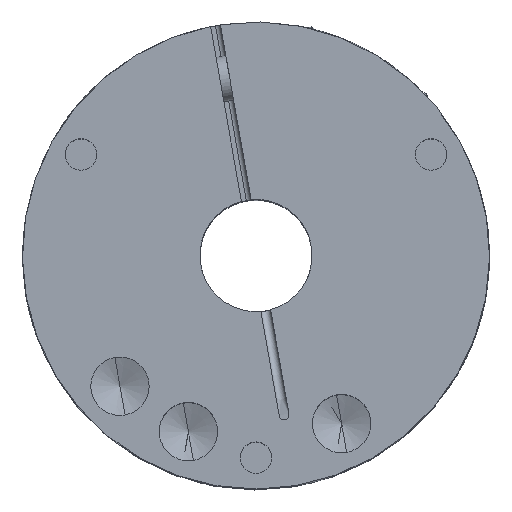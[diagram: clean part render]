
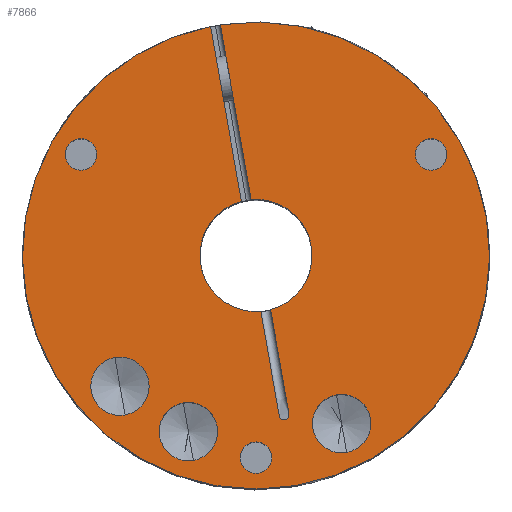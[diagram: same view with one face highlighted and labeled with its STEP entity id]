
A CAD part, top view. The second image highlights one B-rep face of the part: STEP entity #7866.
In plain terms, the highlighted planar face has unit normal (0, 0, 1).
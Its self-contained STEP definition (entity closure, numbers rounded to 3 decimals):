
#58=CARTESIAN_POINT('',(0.,0.,59.2));
#59=DIRECTION('',(0.,0.,-1.));
#60=DIRECTION('',(-0.086,0.996,0.));
#61=AXIS2_PLACEMENT_3D('',#58,#59,#60);
#63=DIRECTION('',(0.174,-0.985,0.));
#64=VECTOR('',#63,39.537);
#65=CARTESIAN_POINT('',(-7.944,51.39,59.2));
#66=LINE('',#65,#64);
#67=CARTESIAN_POINT('',(0.,0.,59.2));
#68=DIRECTION('',(0.,0.,-1.));
#69=DIRECTION('',(-0.153,0.988,0.));
#70=AXIS2_PLACEMENT_3D('',#67,#68,#69);
#72=CARTESIAN_POINT('',(0.,0.,59.2));
#73=DIRECTION('',(0.,0.,-1.));
#74=DIRECTION('',(0.174,-0.985,0.));
#75=AXIS2_PLACEMENT_3D('',#72,#73,#74);
#77=DIRECTION('',(0.174,-0.985,0.));
#78=VECTOR('',#77,39.537);
#79=CARTESIAN_POINT('',(-10.111,51.008,59.2));
#80=LINE('',#79,#78);
#81=CARTESIAN_POINT('',(0.,0.,59.2));
#82=DIRECTION('',(0.,0.,-1.));
#83=DIRECTION('',(0.086,-0.996,0.));
#84=AXIS2_PLACEMENT_3D('',#81,#82,#83);
#86=DIRECTION('',(0.174,-0.985,0.));
#87=VECTOR('',#86,23.503);
#88=CARTESIAN_POINT('',(1.079,-12.453,59.2));
#89=LINE('',#88,#87);
#90=CARTESIAN_POINT('',(5.16,-35.599,59.2));
#91=CARTESIAN_POINT('',(5.169,-35.648,59.2));
#92=CARTESIAN_POINT('',(5.191,-35.743,59.2));
#93=CARTESIAN_POINT('',(5.241,-35.882,59.2));
#94=CARTESIAN_POINT('',(5.304,-36.012,59.2));
#95=CARTESIAN_POINT('',(5.381,-36.132,59.2));
#96=CARTESIAN_POINT('',(5.47,-36.241,59.2));
#97=CARTESIAN_POINT('',(5.568,-36.337,59.2));
#98=CARTESIAN_POINT('',(5.674,-36.419,59.2));
#99=CARTESIAN_POINT('',(5.787,-36.487,59.2));
#100=CARTESIAN_POINT('',(5.904,-36.54,59.2));
#101=CARTESIAN_POINT('',(6.025,-36.578,59.2));
#102=CARTESIAN_POINT('',(6.148,-36.601,59.2));
#103=CARTESIAN_POINT('',(6.27,-36.609,59.2));
#104=CARTESIAN_POINT('',(6.392,-36.603,59.2));
#105=CARTESIAN_POINT('',(6.512,-36.582,59.2));
#106=CARTESIAN_POINT('',(6.629,-36.546,59.2));
#107=CARTESIAN_POINT('',(6.741,-36.497,59.2));
#108=CARTESIAN_POINT('',(6.849,-36.433,59.2));
#109=CARTESIAN_POINT('',(6.949,-36.356,59.2));
#110=CARTESIAN_POINT('',(7.041,-36.266,59.2));
#111=CARTESIAN_POINT('',(7.124,-36.163,59.2));
#112=CARTESIAN_POINT('',(7.196,-36.05,59.2));
#113=CARTESIAN_POINT('',(7.255,-35.926,59.2));
#114=CARTESIAN_POINT('',(7.301,-35.793,59.2));
#115=CARTESIAN_POINT('',(7.332,-35.654,59.2));
#116=CARTESIAN_POINT('',(7.348,-35.51,59.2));
#117=CARTESIAN_POINT('',(7.347,-35.363,59.2));
#118=CARTESIAN_POINT('',(7.335,-35.266,59.2));
#119=CARTESIAN_POINT('',(7.327,-35.217,59.2));
#121=DIRECTION('',(0.174,-0.985,0.));
#122=VECTOR('',#121,23.503);
#123=CARTESIAN_POINT('',(3.245,-12.071,59.2));
#124=LINE('',#123,#122);
#125=CARTESIAN_POINT('',(38.971,22.5,59.2));
#126=DIRECTION('',(0.,0.,1.));
#127=DIRECTION('',(0.174,-0.985,0.));
#128=AXIS2_PLACEMENT_3D('',#125,#126,#127);
#130=CARTESIAN_POINT('',(38.971,22.5,59.2));
#131=DIRECTION('',(0.,0.,1.));
#132=DIRECTION('',(-0.174,0.985,0.));
#133=AXIS2_PLACEMENT_3D('',#130,#131,#132);
#135=CARTESIAN_POINT('',(0.,-45.,59.2));
#136=DIRECTION('',(0.,0.,1.));
#137=DIRECTION('',(-0.94,0.342,0.));
#138=AXIS2_PLACEMENT_3D('',#135,#136,#137);
#140=CARTESIAN_POINT('',(0.,-45.,59.2));
#141=DIRECTION('',(0.,0.,1.));
#142=DIRECTION('',(0.94,-0.342,0.));
#143=AXIS2_PLACEMENT_3D('',#140,#141,#142);
#145=CARTESIAN_POINT('',(-38.971,22.5,59.2));
#146=DIRECTION('',(0.,0.,1.));
#147=DIRECTION('',(0.766,0.643,0.));
#148=AXIS2_PLACEMENT_3D('',#145,#146,#147);
#150=CARTESIAN_POINT('',(-38.971,22.5,59.2));
#151=DIRECTION('',(0.,0.,1.));
#152=DIRECTION('',(-0.766,-0.643,0.));
#153=AXIS2_PLACEMENT_3D('',#150,#151,#152);
#155=CARTESIAN_POINT('',(19.068,-37.422,59.2));
#156=DIRECTION('',(0.,0.,1.));
#157=DIRECTION('',(-0.174,0.985,0.));
#158=AXIS2_PLACEMENT_3D('',#155,#156,#157);
#160=CARTESIAN_POINT('',(19.068,-37.422,59.2));
#161=DIRECTION('',(0.,0.,1.));
#162=DIRECTION('',(0.174,-0.985,0.));
#163=AXIS2_PLACEMENT_3D('',#160,#161,#162);
#165=CARTESIAN_POINT('',(-30.289,-29.096,59.2));
#166=DIRECTION('',(0.,0.,1.));
#167=DIRECTION('',(-0.174,0.985,0.));
#168=AXIS2_PLACEMENT_3D('',#165,#166,#167);
#170=CARTESIAN_POINT('',(-30.289,-29.096,59.2));
#171=DIRECTION('',(0.,0.,1.));
#172=DIRECTION('',(0.174,-0.985,0.));
#173=AXIS2_PLACEMENT_3D('',#170,#171,#172);
#175=CARTESIAN_POINT('',(-15.058,-39.208,59.2));
#176=DIRECTION('',(0.,0.,1.));
#177=DIRECTION('',(-0.174,0.985,0.));
#178=AXIS2_PLACEMENT_3D('',#175,#176,#177);
#180=CARTESIAN_POINT('',(-15.058,-39.208,59.2));
#181=DIRECTION('',(0.,0.,1.));
#182=DIRECTION('',(0.174,-0.985,0.));
#183=AXIS2_PLACEMENT_3D('',#180,#181,#182);
#6663=CARTESIAN_POINT('',(-10.111,51.008,59.2));
#6665=VERTEX_POINT('',#6663);
#6667=CARTESIAN_POINT('',(-7.944,51.39,59.2));
#6668=CARTESIAN_POINT('',(9.03,-51.21,59.2));
#6669=VERTEX_POINT('',#6667);
#6670=VERTEX_POINT('',#6668);
#6687=CARTESIAN_POINT('',(39.579,19.053,59.2));
#6688=CARTESIAN_POINT('',(38.363,25.947,59.2));
#6689=VERTEX_POINT('',#6687);
#6690=VERTEX_POINT('',#6688);
#6695=CARTESIAN_POINT('',(-3.289,-43.803,59.2));
#6696=CARTESIAN_POINT('',(3.289,-46.197,59.2));
#6697=VERTEX_POINT('',#6695);
#6698=VERTEX_POINT('',#6696);
#6703=CARTESIAN_POINT('',(-36.29,24.75,59.2));
#6704=CARTESIAN_POINT('',(-41.652,20.25,59.2));
#6705=VERTEX_POINT('',#6703);
#6706=VERTEX_POINT('',#6704);
#6717=CARTESIAN_POINT('',(-16.187,-32.806,59.2));
#6718=CARTESIAN_POINT('',(-13.93,-45.609,59.2));
#6719=VERTEX_POINT('',#6717);
#6720=VERTEX_POINT('',#6718);
#6749=CARTESIAN_POINT('',(17.939,-31.021,59.2));
#6750=CARTESIAN_POINT('',(20.196,-43.824,59.2));
#6751=VERTEX_POINT('',#6749);
#6752=VERTEX_POINT('',#6750);
#6759=CARTESIAN_POINT('',(-31.417,-22.695,59.2));
#6760=CARTESIAN_POINT('',(-29.16,-35.498,59.2));
#6761=VERTEX_POINT('',#6759);
#6762=VERTEX_POINT('',#6760);
#6768=VERTEX_POINT('',#90);
#6769=VERTEX_POINT('',#119);
#6798=CARTESIAN_POINT('',(-1.079,12.453,59.2));
#6799=CARTESIAN_POINT('',(3.245,-12.071,59.2));
#6800=VERTEX_POINT('',#6798);
#6801=VERTEX_POINT('',#6799);
#6802=CARTESIAN_POINT('',(1.079,-12.453,59.2));
#6803=CARTESIAN_POINT('',(-3.245,12.071,59.2));
#6804=VERTEX_POINT('',#6802);
#6805=VERTEX_POINT('',#6803);
#7805=CARTESIAN_POINT('',(0.,0.,59.2));
#7806=DIRECTION('',(0.,0.,-1.));
#7807=DIRECTION('',(-0.174,0.985,0.));
#7808=AXIS2_PLACEMENT_3D('',#7805,#7806,#7807);
#7809=PLANE('',#7808);
#7811=ORIENTED_EDGE('',*,*,#7810,.F.);
#7813=ORIENTED_EDGE('',*,*,#7812,.F.);
#7815=ORIENTED_EDGE('',*,*,#7814,.T.);
#7817=ORIENTED_EDGE('',*,*,#7816,.T.);
#7819=ORIENTED_EDGE('',*,*,#7818,.T.);
#7821=ORIENTED_EDGE('',*,*,#7820,.F.);
#7823=ORIENTED_EDGE('',*,*,#7822,.T.);
#7825=ORIENTED_EDGE('',*,*,#7824,.T.);
#7827=ORIENTED_EDGE('',*,*,#7826,.F.);
#7828=EDGE_LOOP('',(#7811,#7813,#7815,#7817,#7819,#7821,#7823,#7825,#7827));
#7829=FACE_OUTER_BOUND('',#7828,.F.);
#7831=ORIENTED_EDGE('',*,*,#7830,.T.);
#7833=ORIENTED_EDGE('',*,*,#7832,.T.);
#7834=EDGE_LOOP('',(#7831,#7833));
#7835=FACE_BOUND('',#7834,.F.);
#7837=ORIENTED_EDGE('',*,*,#7836,.T.);
#7839=ORIENTED_EDGE('',*,*,#7838,.T.);
#7840=EDGE_LOOP('',(#7837,#7839));
#7841=FACE_BOUND('',#7840,.F.);
#7843=ORIENTED_EDGE('',*,*,#7842,.T.);
#7845=ORIENTED_EDGE('',*,*,#7844,.T.);
#7846=EDGE_LOOP('',(#7843,#7845));
#7847=FACE_BOUND('',#7846,.F.);
#7849=ORIENTED_EDGE('',*,*,#7848,.T.);
#7851=ORIENTED_EDGE('',*,*,#7850,.T.);
#7852=EDGE_LOOP('',(#7849,#7851));
#7853=FACE_BOUND('',#7852,.F.);
#7855=ORIENTED_EDGE('',*,*,#7854,.T.);
#7857=ORIENTED_EDGE('',*,*,#7856,.T.);
#7858=EDGE_LOOP('',(#7855,#7857));
#7859=FACE_BOUND('',#7858,.F.);
#7861=ORIENTED_EDGE('',*,*,#7860,.T.);
#7863=ORIENTED_EDGE('',*,*,#7862,.T.);
#7864=EDGE_LOOP('',(#7861,#7863));
#7865=FACE_BOUND('',#7864,.F.);
#7866=ADVANCED_FACE('',(#7829,#7835,#7841,#7847,#7853,#7859,#7865),#7809,.F.);
#62=CIRCLE('',#61,12.5);
#71=CIRCLE('',#70,52.);
#76=CIRCLE('',#75,52.);
#85=CIRCLE('',#84,12.5);
#120=B_SPLINE_CURVE_WITH_KNOTS('',3,(#90,#91,#92,#93,#94,#95,#96,#97,#98,#99,
#100,#101,#102,#103,#104,#105,#106,#107,#108,#109,#110,#111,#112,#113,#114,#115,
#116,#117,#118,#119),.UNSPECIFIED.,.F.,.F.,(4,1,1,1,1,1,1,1,1,1,1,1,1,1,1,1,1,1,
1,1,1,1,1,1,1,1,1,4),(0.,0.037,0.074,
0.111,0.148,0.185,0.222,
0.259,0.296,0.333,0.37,
0.407,0.444,0.481,0.519,
0.556,0.593,0.63,0.667,
0.704,0.741,0.778,0.815,
0.852,0.889,0.926,0.963,1.),
.UNSPECIFIED.);
#129=CIRCLE('',#128,3.5);
#134=CIRCLE('',#133,3.5);
#139=CIRCLE('',#138,3.5);
#144=CIRCLE('',#143,3.5);
#149=CIRCLE('',#148,3.5);
#154=CIRCLE('',#153,3.5);
#159=CIRCLE('',#158,6.5);
#164=CIRCLE('',#163,6.5);
#169=CIRCLE('',#168,6.5);
#174=CIRCLE('',#173,6.5);
#179=CIRCLE('',#178,6.5);
#184=CIRCLE('',#183,6.5);
#7810=EDGE_CURVE('',#6800,#6801,#62,.T.);
#7812=EDGE_CURVE('',#6669,#6800,#66,.T.);
#7814=EDGE_CURVE('',#6669,#6670,#71,.T.);
#7816=EDGE_CURVE('',#6670,#6665,#76,.T.);
#7818=EDGE_CURVE('',#6665,#6805,#80,.T.);
#7820=EDGE_CURVE('',#6804,#6805,#85,.T.);
#7822=EDGE_CURVE('',#6804,#6768,#89,.T.);
#7824=EDGE_CURVE('',#6768,#6769,#120,.T.);
#7826=EDGE_CURVE('',#6801,#6769,#124,.T.);
#7830=EDGE_CURVE('',#6689,#6690,#129,.T.);
#7832=EDGE_CURVE('',#6690,#6689,#134,.T.);
#7836=EDGE_CURVE('',#6697,#6698,#139,.T.);
#7838=EDGE_CURVE('',#6698,#6697,#144,.T.);
#7842=EDGE_CURVE('',#6705,#6706,#149,.T.);
#7844=EDGE_CURVE('',#6706,#6705,#154,.T.);
#7848=EDGE_CURVE('',#6751,#6752,#159,.T.);
#7850=EDGE_CURVE('',#6752,#6751,#164,.T.);
#7854=EDGE_CURVE('',#6761,#6762,#169,.T.);
#7856=EDGE_CURVE('',#6762,#6761,#174,.T.);
#7860=EDGE_CURVE('',#6719,#6720,#179,.T.);
#7862=EDGE_CURVE('',#6720,#6719,#184,.T.);
